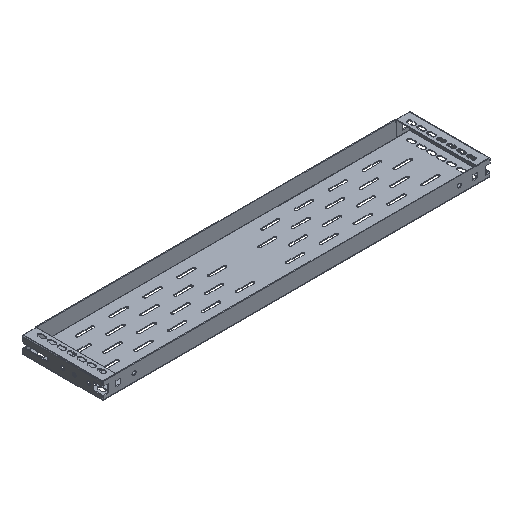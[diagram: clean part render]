
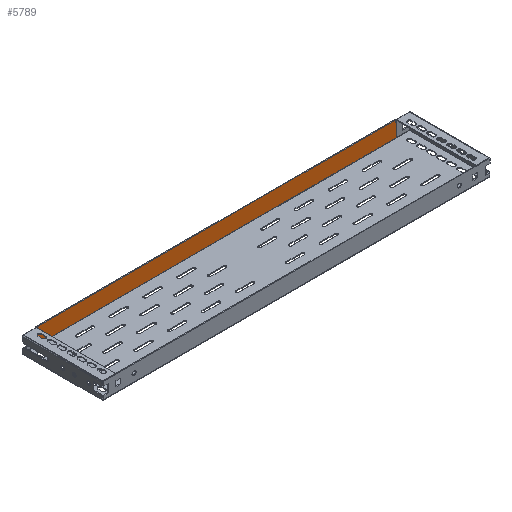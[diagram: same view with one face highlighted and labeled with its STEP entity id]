
A CAD part, isometric view. The second image highlights one B-rep face of the part: STEP entity #5789.
In plain terms, the highlighted planar face has unit normal (0, -1, 0).
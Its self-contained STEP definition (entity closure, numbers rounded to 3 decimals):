
#2904 = EDGE_CURVE ( 'NONE', #7595, #7598, #8394, .T. ) ;
#2908 = EDGE_CURVE ( 'NONE', #7578, #7595, #7767, .T. ) ;
#2909 = EDGE_CURVE ( 'NONE', #7598, #7586, #8395, .T. ) ;
#2912 = EDGE_CURVE ( 'NONE', #7586, #7578, #7778, .T. ) ;
#3624 = AXIS2_PLACEMENT_3D ( 'NONE', #12123, #12134, #12135 ) ;
#3689 = VECTOR ( 'NONE', #7772, 1000. ) ;
#3812 = VECTOR ( 'NONE', #8397, 1000. ) ;
#3833 = VECTOR ( 'NONE', #7780, 1000. ) ;
#3937 = VECTOR ( 'NONE', #7769, 1000. ) ;
#5789 = ADVANCED_FACE ( 'NONE', ( #12131 ), #12132, .T. ) ;
#7578 = VERTEX_POINT ( 'NONE', #11160 ) ;
#7586 = VERTEX_POINT ( 'NONE', #11168 ) ;
#7595 = VERTEX_POINT ( 'NONE', #11177 ) ;
#7598 = VERTEX_POINT ( 'NONE', #10826 ) ;
#7767 = LINE ( 'NONE', #7768, #3937 ) ;
#7768 = CARTESIAN_POINT ( 'NONE',  ( -324., 71.75, 28.5 ) ) ;
#7769 = DIRECTION ( 'NONE',  ( 0., 0., 1. ) ) ;
#7770 = CARTESIAN_POINT ( 'NONE',  ( 324., 71.75, 28.5 ) ) ;
#7772 = DIRECTION ( 'NONE',  ( 0., 0., -1. ) ) ;
#7778 = LINE ( 'NONE', #7779, #3833 ) ;
#7779 = CARTESIAN_POINT ( 'NONE',  ( 324., 71.75, 0.1 ) ) ;
#7780 = DIRECTION ( 'NONE',  ( -1., 0., 0. ) ) ;
#8394 = LINE ( 'NONE', #8396, #3812 ) ;
#8395 = LINE ( 'NONE', #7770, #3689 ) ;
#8396 = CARTESIAN_POINT ( 'NONE',  ( 324., 71.75, 28.5 ) ) ;
#8397 = DIRECTION ( 'NONE',  ( 1., 0., 0. ) ) ;
#10734 = ORIENTED_EDGE ( 'NONE', *, *, #2908, .F. ) ;
#10735 = ORIENTED_EDGE ( 'NONE', *, *, #2909, .F. ) ;
#10736 = ORIENTED_EDGE ( 'NONE', *, *, #2912, .F. ) ;
#10738 = ORIENTED_EDGE ( 'NONE', *, *, #2904, .F. ) ;
#10821 = EDGE_LOOP ( 'NONE', ( #10736, #10735, #10738, #10734 ) ) ;
#10826 = CARTESIAN_POINT ( 'NONE',  ( 324., 71.75, 28.5 ) ) ;
#11160 = CARTESIAN_POINT ( 'NONE',  ( -324., 71.75, 0.1 ) ) ;
#11168 = CARTESIAN_POINT ( 'NONE',  ( 324., 71.75, 0.1 ) ) ;
#11177 = CARTESIAN_POINT ( 'NONE',  ( -324., 71.75, 28.5 ) ) ;
#12123 = CARTESIAN_POINT ( 'NONE',  ( -324., 71.75, 28.5 ) ) ;
#12131 = FACE_OUTER_BOUND ( 'NONE', #10821, .T. ) ;
#12132 = PLANE ( 'NONE',  #3624 ) ;
#12134 = DIRECTION ( 'NONE',  ( 0., -1., 0. ) ) ;
#12135 = DIRECTION ( 'NONE',  ( 0., 0., -1. ) ) ;
